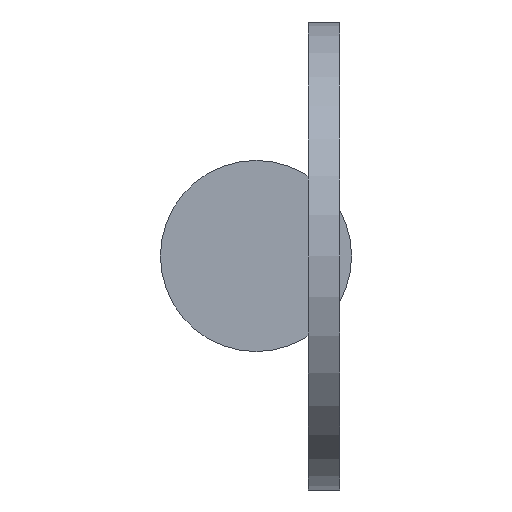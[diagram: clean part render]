
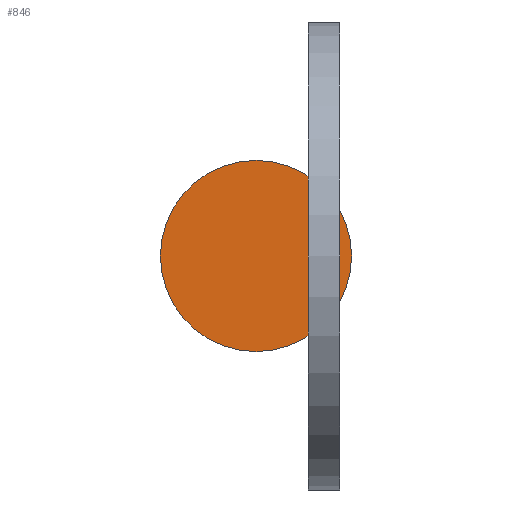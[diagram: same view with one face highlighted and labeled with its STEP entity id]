
A CAD part, left-side view. The second image highlights one B-rep face of the part: STEP entity #846.
In plain terms, the highlighted planar face has unit normal (-1, 0, 0).
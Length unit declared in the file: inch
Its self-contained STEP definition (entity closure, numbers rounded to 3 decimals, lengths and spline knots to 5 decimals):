
#5 = EDGE_CURVE ( 'NONE', #860, #155, #151, .T. ) ;
#35 = CARTESIAN_POINT ( 'NONE',  ( -5.52756, 0., 0. ) ) ;
#66 = CIRCLE ( 'NONE', #1345, 0.10827 ) ;
#98 = CARTESIAN_POINT ( 'NONE',  ( -5.52756, -0.05906, 0. ) ) ;
#121 = EDGE_CURVE ( 'NONE', #155, #860, #1408, .T. ) ;
#151 = CIRCLE ( 'NONE', #1325, 0.095 ) ;
#154 = AXIS2_PLACEMENT_3D ( 'NONE', #809, #604, #476 ) ;
#155 = VERTEX_POINT ( 'NONE', #445 ) ;
#163 = CARTESIAN_POINT ( 'NONE',  ( -5.52756, 0., 0. ) ) ;
#232 = CARTESIAN_POINT ( 'NONE',  ( -5.52756, -0.10827, 0. ) ) ;
#233 = FACE_OUTER_BOUND ( 'NONE', #558, .T. ) ;
#357 = EDGE_CURVE ( 'NONE', #494, #1250, #66, .T. ) ;
#377 = AXIS2_PLACEMENT_3D ( 'NONE', #35, #1368, #1350 ) ;
#378 = DIRECTION ( 'NONE',  ( 0., -1., 0. ) ) ;
#428 = DIRECTION ( 'NONE',  ( 0., 1., 0. ) ) ;
#434 = FACE_BOUND ( 'NONE', #1185, .T. ) ;
#445 = CARTESIAN_POINT ( 'NONE',  ( -5.52756, -0.05906, -0.07441 ) ) ;
#476 = DIRECTION ( 'NONE',  ( 0., -1., 0. ) ) ;
#494 = VERTEX_POINT ( 'NONE', #1293 ) ;
#558 = EDGE_LOOP ( 'NONE', ( #908, #671 ) ) ;
#604 = DIRECTION ( 'NONE',  ( 1., 0., 0. ) ) ;
#671 = ORIENTED_EDGE ( 'NONE', *, *, #357, .F. ) ;
#703 = ORIENTED_EDGE ( 'NONE', *, *, #121, .T. ) ;
#763 = DIRECTION ( 'NONE',  ( 0., 0., 1. ) ) ;
#809 = CARTESIAN_POINT ( 'NONE',  ( -5.52756, 0., 0. ) ) ;
#846 = ADVANCED_FACE ( 'NONE', ( #434, #233 ), #1142, .T. ) ;
#852 = CARTESIAN_POINT ( 'NONE',  ( -5.52756, 0., 0. ) ) ;
#860 = VERTEX_POINT ( 'NONE', #909 ) ;
#908 = ORIENTED_EDGE ( 'NONE', *, *, #1312, .F. ) ;
#909 = CARTESIAN_POINT ( 'NONE',  ( -5.52756, -0.05906, 0.07441 ) ) ;
#928 = DIRECTION ( 'NONE',  ( 1., 0., 0. ) ) ;
#969 = CIRCLE ( 'NONE', #154, 0.10827 ) ;
#976 = VECTOR ( 'NONE', #763, 39.37008 ) ;
#1073 = ORIENTED_EDGE ( 'NONE', *, *, #5, .T. ) ;
#1142 = PLANE ( 'NONE',  #377 ) ;
#1185 = EDGE_LOOP ( 'NONE', ( #703, #1073 ) ) ;
#1250 = VERTEX_POINT ( 'NONE', #232 ) ;
#1279 = DIRECTION ( 'NONE',  ( 1., 0., 0. ) ) ;
#1293 = CARTESIAN_POINT ( 'NONE',  ( -5.52756, 0.10827, 0. ) ) ;
#1312 = EDGE_CURVE ( 'NONE', #1250, #494, #969, .T. ) ;
#1325 = AXIS2_PLACEMENT_3D ( 'NONE', #852, #1279, #428 ) ;
#1345 = AXIS2_PLACEMENT_3D ( 'NONE', #163, #928, #378 ) ;
#1350 = DIRECTION ( 'NONE',  ( 0., -1., 0. ) ) ;
#1368 = DIRECTION ( 'NONE',  ( -1., 0., 0. ) ) ;
#1408 = LINE ( 'NONE', #98, #976 ) ;
